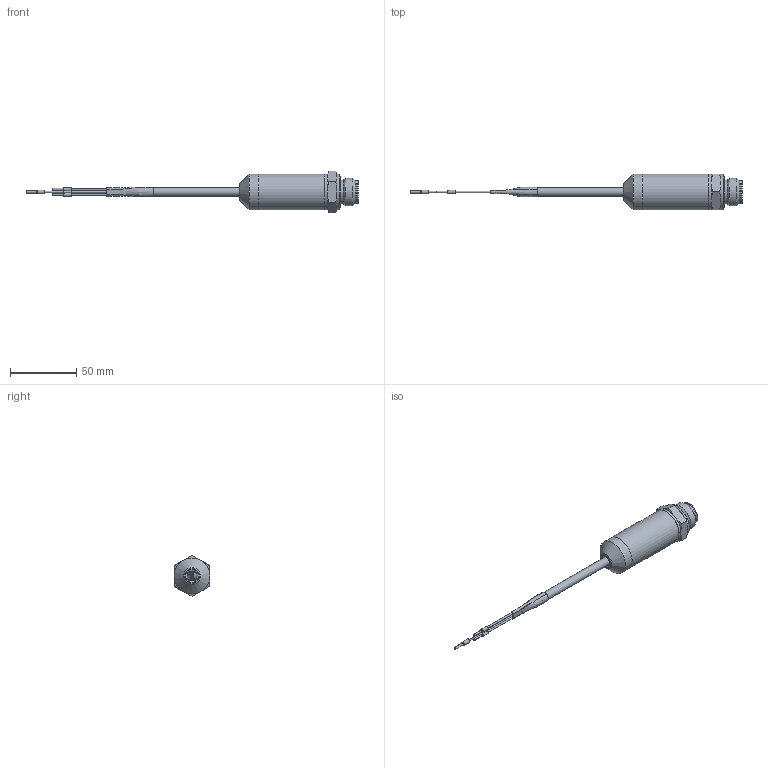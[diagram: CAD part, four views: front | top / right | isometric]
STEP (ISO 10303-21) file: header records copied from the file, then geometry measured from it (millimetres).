
FILE_DESCRIPTION(('STEP AP214'), '1');
FILE_NAME('(01G7)ﾊﾓﾂﾔ.406233.10C-D-01G7ﾑﾁ (ﾈ銕', '', ('UNSPECIFIED'), ('UNSPECIFIED'), 'ASCON STEP Converter 1.6', 'ASCON Math Kernel', '');
FILE_SCHEMA(('AUTOMOTIVE_DESIGN { 1 0 10303 214 3 1 1}'));
Length unit declared in the file: millimetre
Products named in the file (17): 弝謹.406233.10C-D; 4480-G1/2-X; 弝謹.715141.430.2146; 弝謹.301152.320.1249-L捘; 弝謹.713568.430.2316; Ìàíæåòà1-14õ6; 009-013-25 襞旂 9833; 弝謹.711141.430.2321; 弝謹.711211.430.2318; Molex 120209-5041 cable 4x0.25+PA-tube D6.3; HB-4 0.75 æåëò-çåë; DN00708 white; Ô-4Ä 0,8õ0,2 ÃÎÑÒ 22056-76; DN00708; ﾒﾒﾓ 1,5...0,75; Òðóáêà òåðìîóñàæèâàåìàÿ ÒÑÒ d1
Assembly tree (18 placements, depth 3):
  弝謹.406233.10C-D
    4480-G1/2-X
    弝謹.715141.430.2146
    弝謹.301152.320.1249-L捘
      弝謹.713568.430.2316
      Ìàíæåòà1-14õ6
      009-013-25 襞旂 9833
      弝謹.711141.430.2321
      弝謹.711211.430.2318
      Molex 120209-5041 cable 4x0.25+PA-tube D6.3
      HB-4 0.75 æåëò-çåë
      DN00708 white  x2
      Ô-4Ä 0,8õ0,2 ÃÎÑÒ 22056-76
      DN00708
      ﾒﾒﾓ 1,5...0,75  x2
    Òðóáêà òåðìîóñàæèâàåìàÿ ÒÑÒ d1
    (unnamed)
Bounding box: 250.8 x 27 x 31.18 mm (x, y, z)
Volume: 32927.1 mm3; surface area: 24300.5 mm2
Topology: 17 solids, 17 shells, 280 faces, 810 edges, 628 vertices
Faces by surface type: cylinder 93, plane 83, cone 53, torus 43, bspline 8
Full cylindrical faces by diameter (mm): 0.4 x7, 0.7 x9, 0.8 x2, 0.9 x3, 1 x1, 1.2 x4, 1.3 x12, 1.4 x1, 1.5 x6, 1.7 x1, 2 x2, 2.4 x2, 2.5 x2, 2.6 x1, 2.8 x2, 3 x1, 6.3 x3, 6.5 x2, 9 x1, 9.8 x1, 13.6 x2, 13.9 x2, 16 x1, 16.8 x1, 16.917 x1, 17 x2, 18 x1, 18.1 x1, 18.2 x1, 18.5 x1
Entity records: 46606 total; most frequent: CARTESIAN_POINT 37122, DIRECTION 1172, ORIENTED_EDGE 728, AXIS2_PLACEMENT_3D 576, EDGE_LOOP 470, COLOUR_RGB 432, PRESENTATION_STYLE_ASSIGNMENT 432, STYLED_ITEM 430
